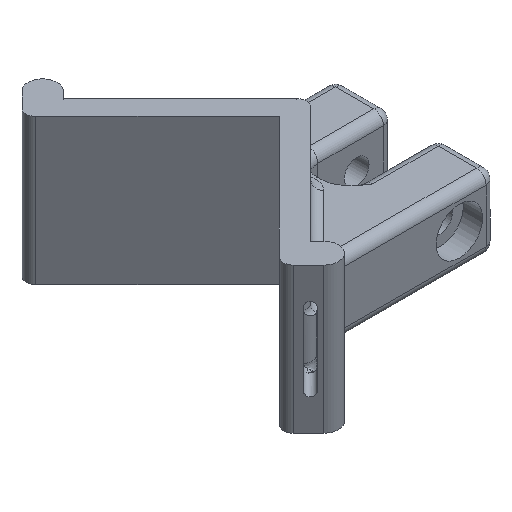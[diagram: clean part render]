
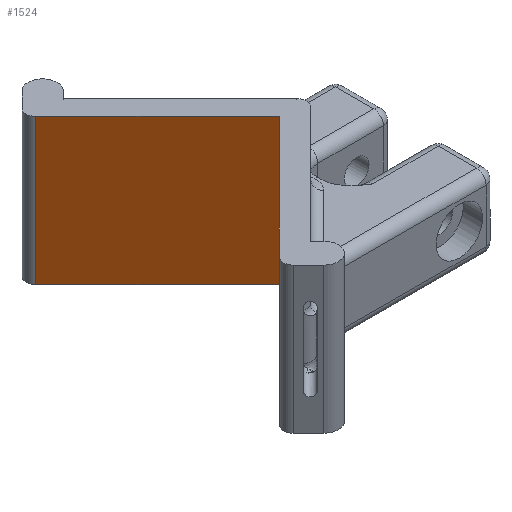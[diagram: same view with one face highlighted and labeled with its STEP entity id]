
A CAD part, isometric view. The second image highlights one B-rep face of the part: STEP entity #1524.
In plain terms, the highlighted planar face has unit normal (-0.707, -0.707, 0).
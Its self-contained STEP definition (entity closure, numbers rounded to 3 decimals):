
#76=PLANE('',#1633);
#109=FACE_OUTER_BOUND('',#202,.T.);
#202=EDGE_LOOP('',(#1017,#1018,#1019,#1020));
#303=LINE('',#2302,#427);
#304=LINE('',#2305,#428);
#305=LINE('',#2307,#429);
#306=LINE('',#2308,#430);
#427=VECTOR('',#1818,10.);
#428=VECTOR('',#1821,10.);
#429=VECTOR('',#1822,10.);
#430=VECTOR('',#1823,10.);
#632=VERTEX_POINT('',#2295);
#635=VERTEX_POINT('',#2300);
#636=VERTEX_POINT('',#2304);
#637=VERTEX_POINT('',#2306);
#780=EDGE_CURVE('',#635,#632,#303,.T.);
#781=EDGE_CURVE('',#636,#635,#304,.T.);
#782=EDGE_CURVE('',#636,#637,#305,.T.);
#783=EDGE_CURVE('',#632,#637,#306,.T.);
#1017=ORIENTED_EDGE('',*,*,#780,.F.);
#1018=ORIENTED_EDGE('',*,*,#781,.F.);
#1019=ORIENTED_EDGE('',*,*,#782,.T.);
#1020=ORIENTED_EDGE('',*,*,#783,.F.);
#1524=ADVANCED_FACE('',(#109),#76,.T.);
#1633=AXIS2_PLACEMENT_3D('',#2303,#1819,#1820);
#1818=DIRECTION('',(0.,0.,1.));
#1819=DIRECTION('center_axis',(-0.707,-0.707,0.));
#1820=DIRECTION('ref_axis',(0.707,-0.707,0.));
#1821=DIRECTION('',(-0.707,0.707,0.));
#1822=DIRECTION('',(0.,0.,1.));
#1823=DIRECTION('',(0.707,-0.707,0.));
#2295=CARTESIAN_POINT('',(-31.183,25.102,30.));
#2300=CARTESIAN_POINT('',(-31.183,25.102,0.));
#2302=CARTESIAN_POINT('',(-31.183,25.102,0.));
#2303=CARTESIAN_POINT('Origin',(-31.89,25.809,0.));
#2304=CARTESIAN_POINT('',(-6.081,0.,0.));
#2305=CARTESIAN_POINT('',(-6.081,0.,0.));
#2306=CARTESIAN_POINT('',(-6.081,0.,30.));
#2307=CARTESIAN_POINT('',(-6.081,0.,0.));
#2308=CARTESIAN_POINT('',(-6.081,0.,30.));
